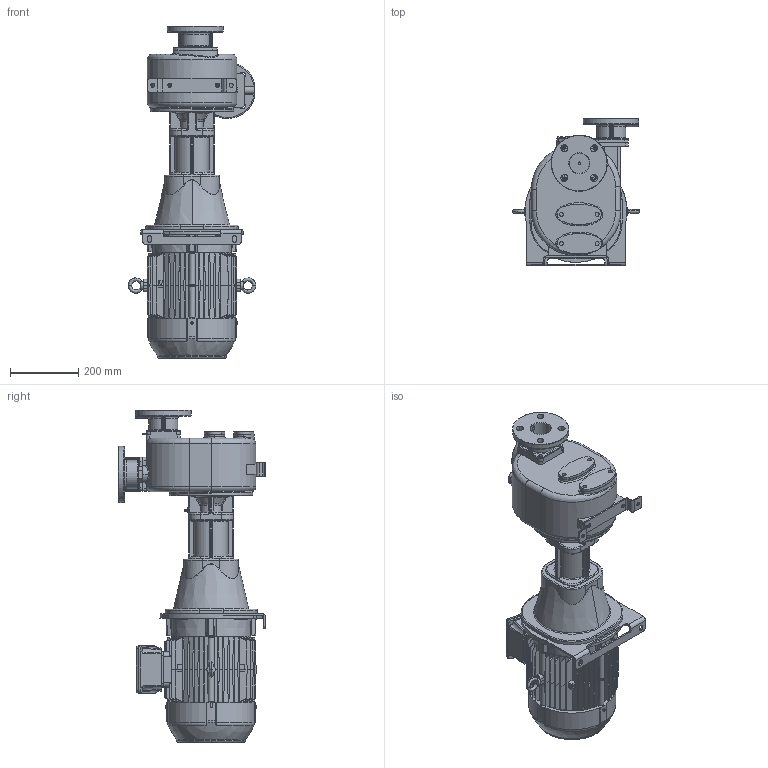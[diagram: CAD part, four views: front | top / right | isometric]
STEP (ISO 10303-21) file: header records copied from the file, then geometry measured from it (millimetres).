
FILE_DESCRIPTION((''),'2;1');
FILE_NAME('S_63_BBT_F','2023-05-30T11:12:02',('ax'),(''),'CREO PARAMETRIC BY PTC INC, 2023014','CREO PARAMETRIC BY PTC INC, 2023014','');
FILE_SCHEMA(('CONFIG_CONTROL_DESIGN'));
Products named in the file (1): S_63_BBT_F
Bounding box: 373.96 x 432 x 974.2 mm (x, y, z)
Volume: 39309907.1 mm3; surface area: 1513869.8 mm2
Topology: 4 solids, 4 shells, 3067 faces, 7589 edges, 4797 vertices
Faces by surface type: plane 2085, cylinder 438, bspline 202, cone 178, torus 135, sphere 25, extrusion 4
Entity records: 119635 total; most frequent: CARTESIAN_POINT 48918, ORIENTED_EDGE 15154, DIRECTION 13475, EDGE_CURVE 7577, VECTOR 5007, LINE 5003, VERTEX_POINT 4797, AXIS2_PLACEMENT_3D 4234
